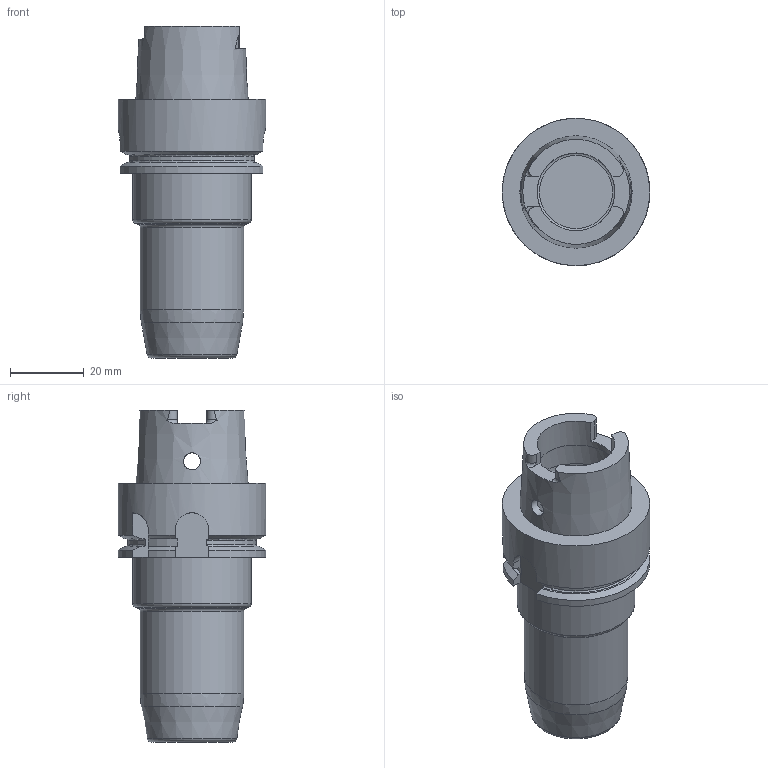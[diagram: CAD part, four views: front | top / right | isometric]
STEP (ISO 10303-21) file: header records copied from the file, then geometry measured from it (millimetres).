
FILE_DESCRIPTION(/* description */ (''),/* implementation_level */ '2;1');
FILE_NAME(/* name */ '1766_1_3d.stp',/* time_stamp */ '2021-11-19T09:11:18+01:00',/* author */ (''),/* organization */ ('SMS'),/* preprocessor_version */ 'ST-DEVELOPER v16.7',/* originating_system */ 'SIEMENS PLM Software NX 12.0',/* authorisation */ '');
FILE_SCHEMA (('AUTOMOTIVE_DESIGN { 1 0 10303 214 3 1 1 1 }'));
Length unit declared in the file: millimetre
Products named in the file (1): 1766_1_3D
Bounding box: 39.95 x 39.95 x 89.9 mm (x, y, z)
Volume: 57776.5 mm3; surface area: 13382.1 mm2
Topology: 1 solids, 1 shells, 82 faces, 235 edges, 154 vertices
Faces by surface type: plane 34, cylinder 25, torus 12, cone 10, bspline 1
Full cylindrical faces by diameter (mm): 4.6 x2, 21.042 x2, 25.565 x1, 28 x1, 32 x1, 39.95 x1
Entity records: 3102 total; most frequent: CARTESIAN_POINT 1101, ORIENTED_EDGE 404, DIRECTION 396, EDGE_CURVE 202, AXIS2_PLACEMENT_3D 156, VERTEX_POINT 141, EDGE_LOOP 105, LINE 84
